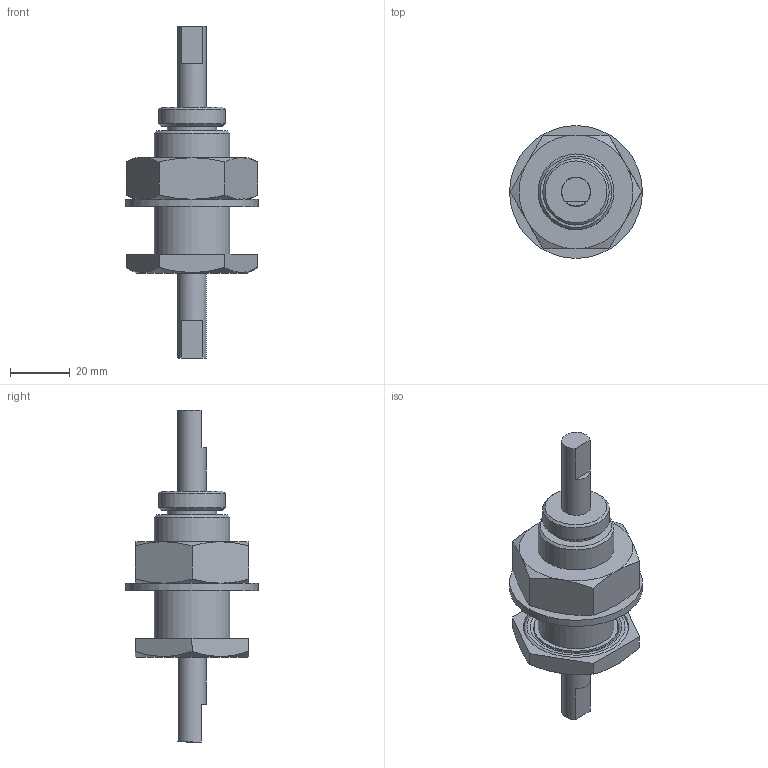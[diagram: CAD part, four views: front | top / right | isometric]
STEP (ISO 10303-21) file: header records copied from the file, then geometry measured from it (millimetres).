
FILE_DESCRIPTION(/* description */ (''),/* implementation_level */ '2;1');
FILE_NAME(/* name */ '2002013b.stp',/* time_stamp */ '2017-06-28T14:01:42-04:00',/* author */ ('Vance_A'),/* organization */ (''),/* preprocessor_version */ 'ST-DEVELOPER v16.1',/* originating_system */ 'Autodesk Inventor 2016',/* authorisation */ '');
FILE_SCHEMA (('AUTOMOTIVE_DESIGN { 1 0 10303 214 3 1 1 }'));
Length unit declared in the file: inch
Products named in the file (1): Part2
Bounding box: 44.45 x 44.45 x 111.12 mm (x, y, z)
Surface area: 16928 mm2 (no closed solid volume)
Topology: 0 solids, 7 shells, 56 faces, 126 edges, 83 vertices
Faces by surface type: plane 29, cone 18, cylinder 7, torus 2
Full cylindrical faces by diameter (mm): 9.5 x1, 16.51 x1, 22.225 x1, 25.349 x1, 28.194 x1, 35.306 x1, 44.45 x1
Entity records: 1702 total; most frequent: CARTESIAN_POINT 451, DIRECTION 238, ORIENTED_EDGE 202, EDGE_CURVE 113, AXIS2_PLACEMENT_3D 106, VERTEX_POINT 83, EDGE_LOOP 82, FACE_OUTER_BOUND 56
